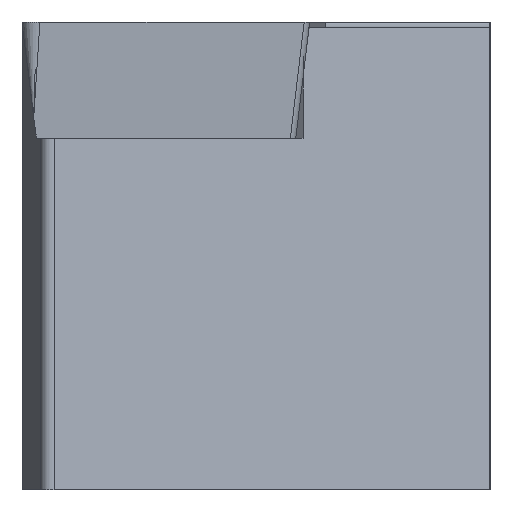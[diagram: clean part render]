
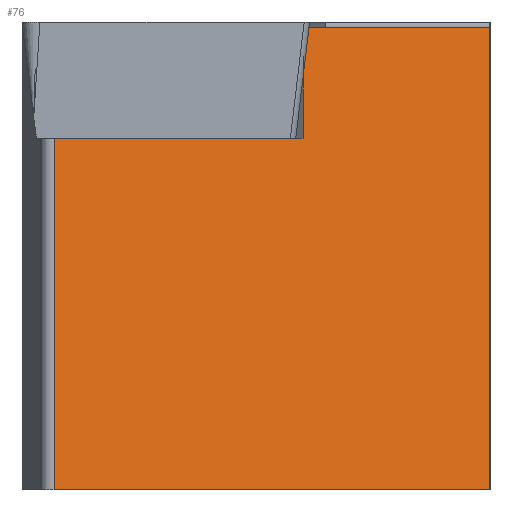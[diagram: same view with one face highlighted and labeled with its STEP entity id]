
A CAD part, left-side view. The second image highlights one B-rep face of the part: STEP entity #76.
In plain terms, the highlighted planar face has unit normal (-0.848, -0.53, 0).
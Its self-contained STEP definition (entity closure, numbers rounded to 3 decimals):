
#76=ADVANCED_FACE('',(#117),#97,.F.);
#97=PLANE('',#488);
#117=FACE_OUTER_BOUND('',#141,.T.);
#141=EDGE_LOOP('',(#218,#219,#220,#221,#222,#223));
#218=ORIENTED_EDGE('',*,*,#338,.F.);
#219=ORIENTED_EDGE('',*,*,#346,.T.);
#220=ORIENTED_EDGE('',*,*,#324,.F.);
#221=ORIENTED_EDGE('',*,*,#330,.F.);
#222=ORIENTED_EDGE('',*,*,#333,.F.);
#223=ORIENTED_EDGE('',*,*,#344,.F.);
#278=VERTEX_POINT('',#644);
#282=VERTEX_POINT('',#652);
#286=VERTEX_POINT('',#664);
#287=VERTEX_POINT('',#670);
#292=VERTEX_POINT('',#681);
#293=VERTEX_POINT('',#683);
#324=EDGE_CURVE('',#282,#278,#382,.T.);
#330=EDGE_CURVE('',#286,#282,#386,.T.);
#333=EDGE_CURVE('',#287,#286,#389,.T.);
#338=EDGE_CURVE('',#292,#293,#392,.T.);
#344=EDGE_CURVE('',#293,#287,#398,.T.);
#346=EDGE_CURVE('',#292,#278,#400,.T.);
#382=LINE('',#653,#430);
#386=LINE('',#665,#434);
#389=LINE('',#672,#437);
#392=LINE('',#682,#440);
#398=LINE('',#693,#446);
#400=LINE('',#696,#448);
#430=VECTOR('',#525,1.);
#434=VECTOR('',#537,1.);
#437=VECTOR('',#544,1.);
#440=VECTOR('',#553,1.);
#446=VECTOR('',#563,1.);
#448=VECTOR('',#567,1.);
#488=AXIS2_PLACEMENT_3D('',#701,#575,#576);
#525=DIRECTION('',(-0.53,0.848,0.));
#537=DIRECTION('',(0.,0.,-1.));
#544=DIRECTION('',(0.53,-0.848,0.));
#553=DIRECTION('',(0.53,-0.848,0.));
#563=DIRECTION('',(0.,0.,1.));
#567=DIRECTION('',(0.,0.,-1.));
#575=DIRECTION('',(0.848,0.53,0.));
#576=DIRECTION('',(0.53,-0.848,0.));
#644=CARTESIAN_POINT('',(1.067,14.898,-16.));
#652=CARTESIAN_POINT('',(10.376,0.,-16.));
#653=CARTESIAN_POINT('',(82.234,-114.996,-16.));
#664=CARTESIAN_POINT('',(10.376,0.,-0.2));
#665=CARTESIAN_POINT('',(10.376,0.,21.03));
#670=CARTESIAN_POINT('',(6.382,6.393,-0.2));
#672=CARTESIAN_POINT('',(82.234,-114.996,-0.2));
#681=CARTESIAN_POINT('',(1.067,14.898,-3.97));
#682=CARTESIAN_POINT('',(82.234,-114.996,-3.97));
#683=CARTESIAN_POINT('',(6.382,6.393,-3.97));
#693=CARTESIAN_POINT('',(6.382,6.393,21.03));
#696=CARTESIAN_POINT('',(1.067,14.898,21.03));
#701=CARTESIAN_POINT('',(82.234,-114.996,21.03));
